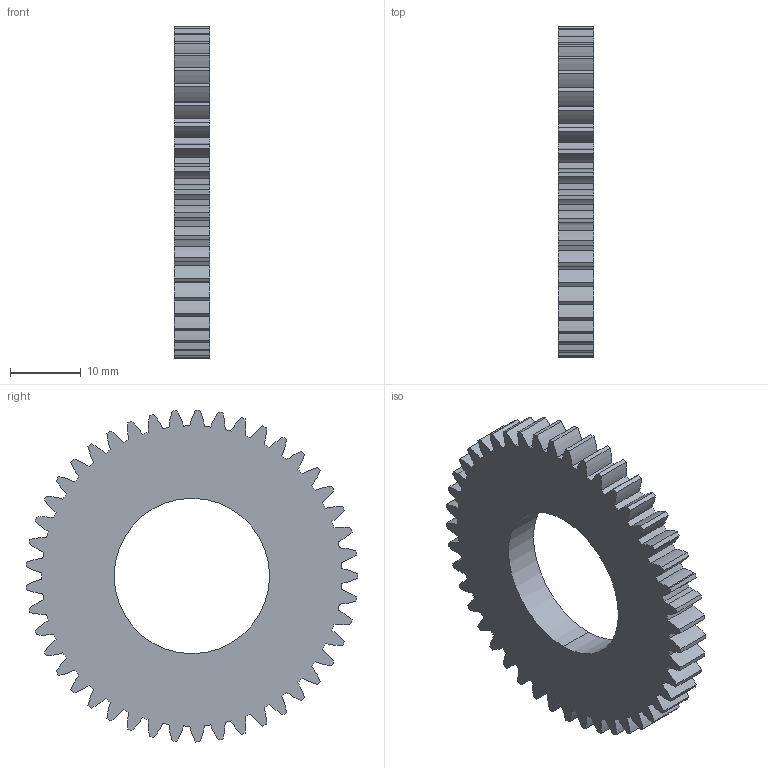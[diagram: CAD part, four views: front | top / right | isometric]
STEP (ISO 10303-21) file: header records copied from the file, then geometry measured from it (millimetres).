
FILE_DESCRIPTION (( 'STEP AP203' ), '1' );
FILE_NAME ('Engrenage_Mod1_40Teeth.STEP', '2020-04-08T16:45:45', ( '' ), ( '' ), 'SwSTEP 2.0', 'SolidWorks 2018', '' );
FILE_SCHEMA (( 'CONFIG_CONTROL_DESIGN' ));
Length unit declared in the file: millimetre
Products named in the file (1): Engrenage_Mod1_40Teeth
Bounding box: 5 x 46.96 x 46.99 mm (x, y, z)
Volume: 5933.7 mm3; surface area: 4136.9 mm2
Topology: 1 solids, 1 shells, 188 faces, 558 edges, 372 vertices
Faces by surface type: cylinder 186, plane 2
Entity records: 6615 total; most frequent: DIRECTION 1308, CARTESIAN_POINT 1119, ORIENTED_EDGE 1116, AXIS2_PLACEMENT_3D 561, EDGE_CURVE 558, VERTEX_POINT 372, CIRCLE 372, EDGE_LOOP 190
